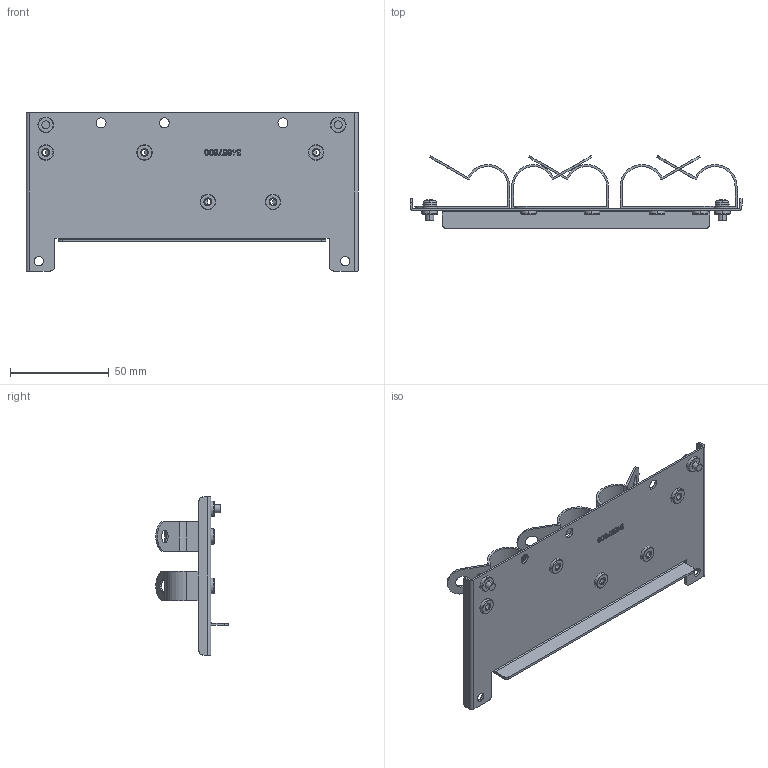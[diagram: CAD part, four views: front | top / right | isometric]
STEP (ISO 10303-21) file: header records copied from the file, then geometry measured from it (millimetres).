
FILE_DESCRIPTION (( 'STEP AP214' ), '1' );
FILE_NAME ('MKM-EPF-PD-3D00 r1.STEP', '2019-09-03T21:21:48', ( '' ), ( '' ), 'SwSTEP 2.0', 'SolidWorks 2017', '' );
FILE_SCHEMA (( 'AUTOMOTIVE_DESIGN' ));
Length unit declared in the file: inch
Products named in the file (1): MKM-EPF-PD-3D00 r1
Bounding box: 168 x 36.68 x 80 mm (x, y, z)
Volume: 24265 mm3; surface area: 45228 mm2
Topology: 15 solids, 15 shells, 604 faces, 1552 edges, 1024 vertices
Faces by surface type: plane 223, cylinder 161, bspline 154, cone 60, torus 4, sphere 2
Entity records: 20130 total; most frequent: CARTESIAN_POINT 5183, ORIENTED_EDGE 3104, DIRECTION 2596, EDGE_CURVE 1552, VERTEX_POINT 1024, AXIS2_PLACEMENT_3D 901, LINE 794, VECTOR 794
